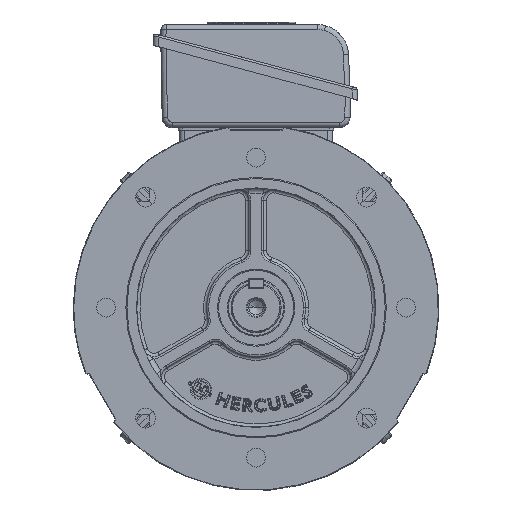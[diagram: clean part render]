
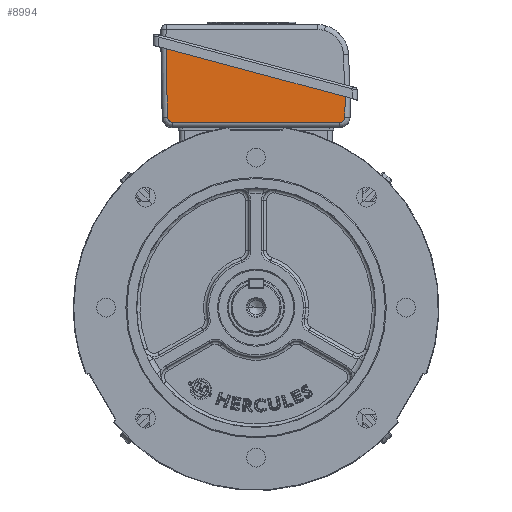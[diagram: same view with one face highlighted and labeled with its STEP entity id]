
A CAD part, top view. The second image highlights one B-rep face of the part: STEP entity #8994.
In plain terms, the highlighted face is planar.
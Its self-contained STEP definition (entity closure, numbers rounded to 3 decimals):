
#725 = CARTESIAN_POINT ( 'NONE',  ( 88.658, -85.15, 12.497 ) ) ;
#4684 = EDGE_CURVE ( 'NONE', #118779, #144362, #18960, .T. ) ;
#7865 = VECTOR ( 'NONE', #136985, 1000. ) ;
#8994 = ADVANCED_FACE ( 'NONE', ( #128792 ), #139938, .T. ) ;
#9775 = LINE ( 'NONE', #11974, #7865 ) ;
#11974 = CARTESIAN_POINT ( 'NONE',  ( 87.994, 80.173, 7.584 ) ) ;
#12155 = DIRECTION ( 'NONE',  ( -0.017, 0.017, 1. ) ) ;
#12900 = LINE ( 'NONE', #121078, #110487 ) ;
#15703 = CARTESIAN_POINT ( 'NONE',  ( 88.719, -80.15, 7.584 ) ) ;
#16280 = CARTESIAN_POINT ( 'NONE',  ( 87.981, 83.084, 7.584 ) ) ;
#16799 = ORIENTED_EDGE ( 'NONE', *, *, #124645, .T. ) ;
#16996 = CARTESIAN_POINT ( 'NONE',  ( 87.994, 80.196, 7.584 ) ) ;
#18638 = VERTEX_POINT ( 'NONE', #23145 ) ;
#18960 = LINE ( 'NONE', #143177, #101562 ) ;
#20320 = EDGE_CURVE ( 'NONE', #118779, #143715, #147049, .T. ) ;
#22815 = DIRECTION ( 'NONE',  ( 0.017, 0.017, -1. ) ) ;
#23145 = CARTESIAN_POINT ( 'NONE',  ( 87.889, 85.195, 12.497 ) ) ;
#28341 = CARTESIAN_POINT ( 'NONE',  ( 88.719, -80.15, 7.584 ) ) ;
#37990 = CARTESIAN_POINT ( 'NONE',  ( 87.5, 12.221, 55.11 ) ) ;
#38304 = ORIENTED_EDGE ( 'NONE', *, *, #99142, .T. ) ;
#41768 =( BOUNDED_CURVE ( )  B_SPLINE_CURVE ( 3, ( #16996, #16280, #62353, #96617 ),
 .UNSPECIFIED., .F., .F. ) 
 B_SPLINE_CURVE_WITH_KNOTS ( ( 4, 4 ),
 ( 3.403, 4.957 ),
 .UNSPECIFIED. ) 
 CURVE ( )  GEOMETRIC_REPRESENTATION_ITEM ( )  RATIONAL_B_SPLINE_CURVE ( ( 1., 0.809, 0.809, 1. ) ) 
 REPRESENTATION_ITEM ( '' )  );
#43401 = ORIENTED_EDGE ( 'NONE', *, *, #4684, .F. ) ;
#43806 = DIRECTION ( 'NONE',  ( 0.017, 0., -1. ) ) ;
#44768 = ORIENTED_EDGE ( 'NONE', *, *, #73560, .T. ) ;
#57507 = VERTEX_POINT ( 'NONE', #28341 ) ;
#62353 = CARTESIAN_POINT ( 'NONE',  ( 87.938, 85.144, 9.609 ) ) ;
#70117 = EDGE_CURVE ( 'NONE', #140953, #18638, #41768, .T. ) ;
#71791 = VECTOR ( 'NONE', #22815, 1000. ) ;
#73560 = EDGE_CURVE ( 'NONE', #57507, #140953, #9775, .T. ) ;
#75625 = ORIENTED_EDGE ( 'NONE', *, *, #20320, .T. ) ;
#83356 = DIRECTION ( 'NONE',  ( 1., 0.005, 0.017 ) ) ;
#86631 = DIRECTION ( 'NONE',  ( 0., 0.966, -0.259 ) ) ;
#87069 = CARTESIAN_POINT ( 'NONE',  ( 87.5, -86.355, 81.523 ) ) ;
#88510 =( BOUNDED_CURVE ( )  B_SPLINE_CURVE ( 3, ( #132482, #97520, #107252, #15703 ),
 .UNSPECIFIED., .F., .F. ) 
 B_SPLINE_CURVE_WITH_KNOTS ( ( 4, 4 ),
 ( 1.85, 3.403 ),
 .UNSPECIFIED. ) 
 CURVE ( )  GEOMETRIC_REPRESENTATION_ITEM ( )  RATIONAL_B_SPLINE_CURVE ( ( 1., 0.809, 0.809, 1. ) ) 
 REPRESENTATION_ITEM ( '' )  );
#90430 = CARTESIAN_POINT ( 'NONE',  ( 87.5, 85.595, 35.449 ) ) ;
#96617 = CARTESIAN_POINT ( 'NONE',  ( 87.889, 85.195, 12.497 ) ) ;
#97520 = CARTESIAN_POINT ( 'NONE',  ( 88.707, -85.099, 9.609 ) ) ;
#99142 = EDGE_CURVE ( 'NONE', #143715, #57507, #88510, .T. ) ;
#101438 = AXIS2_PLACEMENT_3D ( 'NONE', #37990, #83356, #43806 ) ;
#101562 = VECTOR ( 'NONE', #86631, 1000. ) ;
#107252 = CARTESIAN_POINT ( 'NONE',  ( 88.732, -83.039, 7.584 ) ) ;
#110487 = VECTOR ( 'NONE', #12155, 1000. ) ;
#118779 = VERTEX_POINT ( 'NONE', #87069 ) ;
#121078 = CARTESIAN_POINT ( 'NONE',  ( 87.189, 85.916, 53.818 ) ) ;
#124645 = EDGE_CURVE ( 'NONE', #18638, #144362, #12900, .T. ) ;
#124769 = CARTESIAN_POINT ( 'NONE',  ( 88.66, -85.148, 12.413 ) ) ;
#128792 = FACE_OUTER_BOUND ( 'NONE', #130914, .T. ) ;
#128944 = CARTESIAN_POINT ( 'NONE',  ( 87.994, 80.196, 7.584 ) ) ;
#130914 = EDGE_LOOP ( 'NONE', ( #43401, #75625, #38304, #44768, #136629, #16799 ) ) ;
#132482 = CARTESIAN_POINT ( 'NONE',  ( 88.658, -85.15, 12.497 ) ) ;
#136629 = ORIENTED_EDGE ( 'NONE', *, *, #70117, .T. ) ;
#136985 = DIRECTION ( 'NONE',  ( -0.005, 1., 0. ) ) ;
#139938 = PLANE ( 'NONE',  #101438 ) ;
#140953 = VERTEX_POINT ( 'NONE', #128944 ) ;
#143177 = CARTESIAN_POINT ( 'NONE',  ( 87.5, 12.221, 55.11 ) ) ;
#143715 = VERTEX_POINT ( 'NONE', #725 ) ;
#144362 = VERTEX_POINT ( 'NONE', #90430 ) ;
#147049 = LINE ( 'NONE', #124769, #71791 ) ;
